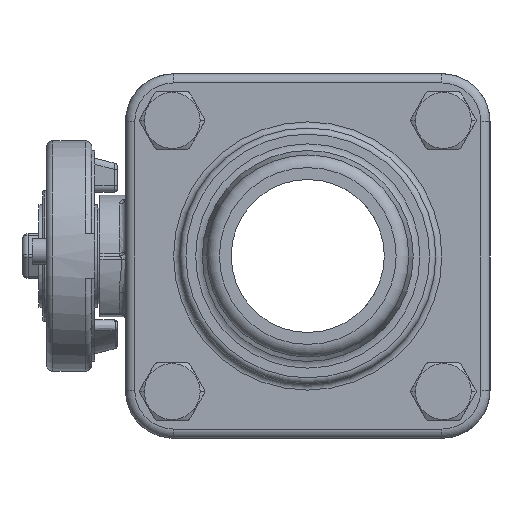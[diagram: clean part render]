
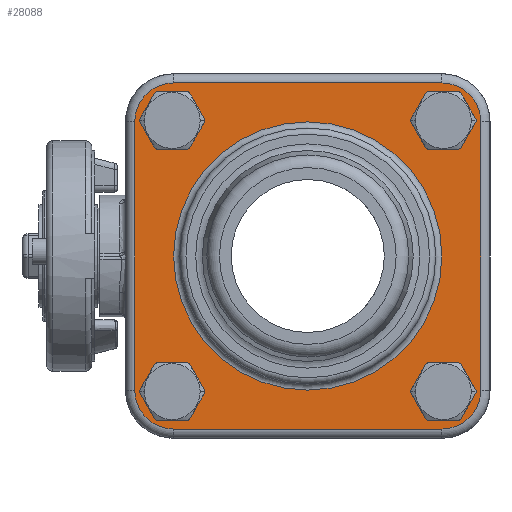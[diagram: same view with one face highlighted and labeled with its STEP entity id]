
A CAD part, left-side view. The second image highlights one B-rep face of the part: STEP entity #28088.
In plain terms, the highlighted planar face has unit normal (-1, 0, 0).
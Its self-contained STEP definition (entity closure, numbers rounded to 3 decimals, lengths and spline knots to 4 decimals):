
#1896=LINE('',#45787,#4365);
#1897=LINE('',#45791,#4366);
#1898=LINE('',#45795,#4367);
#1899=LINE('',#45799,#4368);
#4365=VECTOR('',#33441,0.3937);
#4366=VECTOR('',#33444,0.3937);
#4367=VECTOR('',#33447,0.3937);
#4368=VECTOR('',#33450,0.3937);
#7003=FACE_BOUND('',#9433,.T.);
#7004=FACE_BOUND('',#9434,.T.);
#7005=FACE_BOUND('',#9435,.T.);
#7006=FACE_BOUND('',#9436,.T.);
#7007=FACE_BOUND('',#9437,.T.);
#7636=FACE_OUTER_BOUND('',#9432,.T.);
#9432=EDGE_LOOP('',(#20645,#20646,#20647,#20648,#20649,#20650,#20651,#20652));
#9433=EDGE_LOOP('',(#20653));
#9434=EDGE_LOOP('',(#20654));
#9435=EDGE_LOOP('',(#20655));
#9436=EDGE_LOOP('',(#20656));
#9437=EDGE_LOOP('',(#20657));
#11217=CIRCLE('',#30180,1.31);
#11219=CIRCLE('',#30184,0.379);
#11220=CIRCLE('',#30185,0.379);
#11221=CIRCLE('',#30186,0.379);
#11222=CIRCLE('',#30187,0.379);
#11223=CIRCLE('',#30188,0.218);
#11224=CIRCLE('',#30189,0.218);
#11225=CIRCLE('',#30190,0.218);
#11226=CIRCLE('',#30191,0.218);
#12398=VERTEX_POINT('',#45779);
#12400=VERTEX_POINT('',#45785);
#12401=VERTEX_POINT('',#45786);
#12402=VERTEX_POINT('',#45788);
#12403=VERTEX_POINT('',#45790);
#12404=VERTEX_POINT('',#45792);
#12405=VERTEX_POINT('',#45794);
#12406=VERTEX_POINT('',#45796);
#12407=VERTEX_POINT('',#45798);
#12408=VERTEX_POINT('',#45801);
#12409=VERTEX_POINT('',#45803);
#12410=VERTEX_POINT('',#45805);
#12411=VERTEX_POINT('',#45807);
#15465=EDGE_CURVE('',#12398,#12398,#11217,.T.);
#15467=EDGE_CURVE('',#12400,#12401,#1896,.T.);
#15468=EDGE_CURVE('',#12402,#12400,#11219,.T.);
#15469=EDGE_CURVE('',#12403,#12402,#1897,.T.);
#15470=EDGE_CURVE('',#12404,#12403,#11220,.T.);
#15471=EDGE_CURVE('',#12405,#12404,#1898,.T.);
#15472=EDGE_CURVE('',#12406,#12405,#11221,.T.);
#15473=EDGE_CURVE('',#12407,#12406,#1899,.T.);
#15474=EDGE_CURVE('',#12401,#12407,#11222,.T.);
#15475=EDGE_CURVE('',#12408,#12408,#11223,.T.);
#15476=EDGE_CURVE('',#12409,#12409,#11224,.T.);
#15477=EDGE_CURVE('',#12410,#12410,#11225,.T.);
#15478=EDGE_CURVE('',#12411,#12411,#11226,.T.);
#20645=ORIENTED_EDGE('',*,*,#15467,.F.);
#20646=ORIENTED_EDGE('',*,*,#15468,.F.);
#20647=ORIENTED_EDGE('',*,*,#15469,.F.);
#20648=ORIENTED_EDGE('',*,*,#15470,.F.);
#20649=ORIENTED_EDGE('',*,*,#15471,.F.);
#20650=ORIENTED_EDGE('',*,*,#15472,.F.);
#20651=ORIENTED_EDGE('',*,*,#15473,.F.);
#20652=ORIENTED_EDGE('',*,*,#15474,.F.);
#20653=ORIENTED_EDGE('',*,*,#15475,.F.);
#20654=ORIENTED_EDGE('',*,*,#15476,.F.);
#20655=ORIENTED_EDGE('',*,*,#15477,.F.);
#20656=ORIENTED_EDGE('',*,*,#15478,.F.);
#20657=ORIENTED_EDGE('',*,*,#15465,.F.);
#26970=PLANE('',#30183);
#28088=ADVANCED_FACE('',(#7636,#7003,#7004,#7005,#7006,#7007),#26970,.T.);
#30180=AXIS2_PLACEMENT_3D('',#45780,#33433,#33434);
#30183=AXIS2_PLACEMENT_3D('',#45784,#33439,#33440);
#30184=AXIS2_PLACEMENT_3D('',#45789,#33442,#33443);
#30185=AXIS2_PLACEMENT_3D('',#45793,#33445,#33446);
#30186=AXIS2_PLACEMENT_3D('',#45797,#33448,#33449);
#30187=AXIS2_PLACEMENT_3D('',#45800,#33451,#33452);
#30188=AXIS2_PLACEMENT_3D('',#45802,#33453,#33454);
#30189=AXIS2_PLACEMENT_3D('',#45804,#33455,#33456);
#30190=AXIS2_PLACEMENT_3D('',#45806,#33457,#33458);
#30191=AXIS2_PLACEMENT_3D('',#45808,#33459,#33460);
#33433=DIRECTION('center_axis',(-1.,0.,0.));
#33434=DIRECTION('ref_axis',(0.,-1.,0.));
#33439=DIRECTION('center_axis',(-1.,0.,0.));
#33440=DIRECTION('ref_axis',(0.,0.,1.));
#33441=DIRECTION('',(0.,0.,1.));
#33442=DIRECTION('center_axis',(1.,0.,0.));
#33443=DIRECTION('ref_axis',(0.,0.707,-0.707));
#33444=DIRECTION('',(0.,1.,0.));
#33445=DIRECTION('center_axis',(1.,0.,0.));
#33446=DIRECTION('ref_axis',(0.,-0.707,-0.707));
#33447=DIRECTION('',(0.,0.,-1.));
#33448=DIRECTION('center_axis',(1.,0.,0.));
#33449=DIRECTION('ref_axis',(0.,-0.707,0.707));
#33450=DIRECTION('',(0.,-1.,0.));
#33451=DIRECTION('center_axis',(1.,0.,0.));
#33452=DIRECTION('ref_axis',(0.,0.707,0.707));
#33453=DIRECTION('center_axis',(-1.,0.,0.));
#33454=DIRECTION('ref_axis',(0.,0.,-1.));
#33455=DIRECTION('center_axis',(-1.,0.,0.));
#33456=DIRECTION('ref_axis',(0.,0.,-1.));
#33457=DIRECTION('center_axis',(-1.,0.,0.));
#33458=DIRECTION('ref_axis',(0.,0.,-1.));
#33459=DIRECTION('center_axis',(-1.,0.,0.));
#33460=DIRECTION('ref_axis',(0.,0.,-1.));
#45779=CARTESIAN_POINT('',(2.83,1.31,0.));
#45780=CARTESIAN_POINT('Origin',(2.83,0.,0.));
#45784=CARTESIAN_POINT('Origin',(2.83,1.42,0.));
#45785=CARTESIAN_POINT('',(2.83,1.69,-1.311));
#45786=CARTESIAN_POINT('',(2.83,1.69,1.311));
#45787=CARTESIAN_POINT('',(2.83,1.69,0.89));
#45788=CARTESIAN_POINT('',(2.83,1.311,-1.69));
#45789=CARTESIAN_POINT('Origin',(2.83,1.311,-1.311));
#45790=CARTESIAN_POINT('',(2.83,-1.311,-1.69));
#45791=CARTESIAN_POINT('',(2.83,1.6,-1.69));
#45792=CARTESIAN_POINT('',(2.83,-1.69,-1.311));
#45793=CARTESIAN_POINT('Origin',(2.83,-1.311,-1.311));
#45794=CARTESIAN_POINT('',(2.83,-1.69,1.311));
#45795=CARTESIAN_POINT('',(2.83,-1.69,-0.89));
#45796=CARTESIAN_POINT('',(2.83,-1.311,1.69));
#45797=CARTESIAN_POINT('Origin',(2.83,-1.311,1.311));
#45798=CARTESIAN_POINT('',(2.83,1.311,1.69));
#45799=CARTESIAN_POINT('',(2.83,-0.18,1.69));
#45800=CARTESIAN_POINT('Origin',(2.83,1.311,1.311));
#45801=CARTESIAN_POINT('',(2.83,1.324,-1.106));
#45802=CARTESIAN_POINT('Origin',(2.83,1.324,-1.324));
#45803=CARTESIAN_POINT('',(2.83,-1.324,1.542));
#45804=CARTESIAN_POINT('Origin',(2.83,-1.324,1.324));
#45805=CARTESIAN_POINT('',(2.83,1.324,1.542));
#45806=CARTESIAN_POINT('Origin',(2.83,1.324,1.324));
#45807=CARTESIAN_POINT('',(2.83,-1.324,-1.106));
#45808=CARTESIAN_POINT('Origin',(2.83,-1.324,-1.324));
